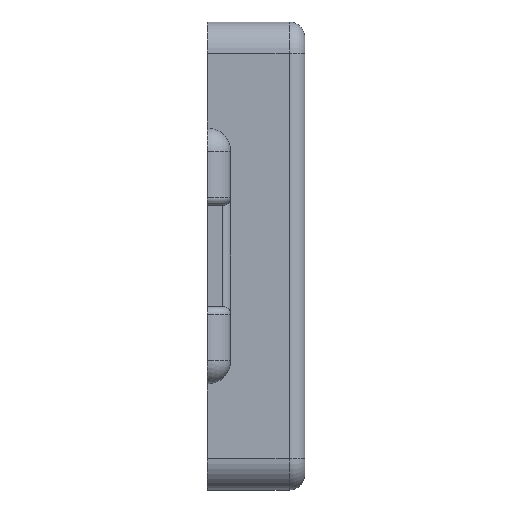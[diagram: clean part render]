
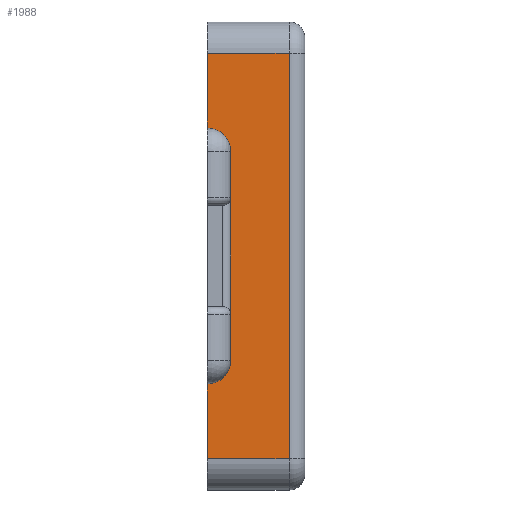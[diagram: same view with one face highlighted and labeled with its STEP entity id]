
A CAD part, front view. The second image highlights one B-rep face of the part: STEP entity #1988.
In plain terms, the highlighted planar face has unit normal (0, -1, 0).
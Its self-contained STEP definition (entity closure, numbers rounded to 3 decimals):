
#39 = EDGE_CURVE ( 'NONE', #1520, #482, #1480, .T. ) ;
#126 = ORIENTED_EDGE ( 'NONE', *, *, #901, .T. ) ;
#156 = CARTESIAN_POINT ( 'NONE',  ( 43.5, -30., -13.4 ) ) ;
#201 = ORIENTED_EDGE ( 'NONE', *, *, #4125, .F. ) ;
#420 = CARTESIAN_POINT ( 'NONE',  ( 40.5, -30., -26. ) ) ;
#482 = VERTEX_POINT ( 'NONE', #5089 ) ;
#604 = DIRECTION ( 'NONE',  ( 0., 1., 0. ) ) ;
#748 = CARTESIAN_POINT ( 'NONE',  ( 53., -30., 26. ) ) ;
#807 = CARTESIAN_POINT ( 'NONE',  ( 40.5, -30., -13.4 ) ) ;
#860 = CARTESIAN_POINT ( 'NONE',  ( 51., -30., 26. ) ) ;
#887 = DIRECTION ( 'NONE',  ( 0., 0., 1. ) ) ;
#901 = EDGE_CURVE ( 'NONE', #5387, #1112, #2989, .T. ) ;
#945 = CARTESIAN_POINT ( 'NONE',  ( 40.5, -30., -16.4 ) ) ;
#973 = DIRECTION ( 'NONE',  ( 0., 0., 1. ) ) ;
#990 = CARTESIAN_POINT ( 'NONE',  ( 40.5, -30., 13.4 ) ) ;
#1112 = VERTEX_POINT ( 'NONE', #2839 ) ;
#1147 = VECTOR ( 'NONE', #887, 1000. ) ;
#1165 = LINE ( 'NONE', #1199, #5271 ) ;
#1199 = CARTESIAN_POINT ( 'NONE',  ( 53., -30., -26. ) ) ;
#1318 = ORIENTED_EDGE ( 'NONE', *, *, #39, .F. ) ;
#1327 = LINE ( 'NONE', #4690, #1147 ) ;
#1425 = LINE ( 'NONE', #4365, #3945 ) ;
#1480 = LINE ( 'NONE', #3189, #1986 ) ;
#1504 = EDGE_CURVE ( 'NONE', #2921, #2423, #3751, .T. ) ;
#1519 = EDGE_CURVE ( 'NONE', #1112, #482, #2482, .T. ) ;
#1520 = VERTEX_POINT ( 'NONE', #2515 ) ;
#1878 = DIRECTION ( 'NONE',  ( 0., 0., 1. ) ) ;
#1896 = AXIS2_PLACEMENT_3D ( 'NONE', #2084, #3851, #2922 ) ;
#1984 = DIRECTION ( 'NONE',  ( 1., 0., 0. ) ) ;
#1986 = VECTOR ( 'NONE', #3211, 1000. ) ;
#1988 = ADVANCED_FACE ( 'NONE', ( #3437 ), #4683, .F. ) ;
#2084 = CARTESIAN_POINT ( 'NONE',  ( 53., -30., 30. ) ) ;
#2176 = DIRECTION ( 'NONE',  ( 0., 0., 1. ) ) ;
#2218 = VERTEX_POINT ( 'NONE', #420 ) ;
#2359 = ORIENTED_EDGE ( 'NONE', *, *, #2615, .T. ) ;
#2423 = VERTEX_POINT ( 'NONE', #945 ) ;
#2425 = AXIS2_PLACEMENT_3D ( 'NONE', #807, #2933, #1878 ) ;
#2482 = LINE ( 'NONE', #748, #2703 ) ;
#2515 = CARTESIAN_POINT ( 'NONE',  ( 40.5, -30., 16.4 ) ) ;
#2615 = EDGE_CURVE ( 'NONE', #1520, #2643, #3578, .T. ) ;
#2643 = VERTEX_POINT ( 'NONE', #4633 ) ;
#2701 = ORIENTED_EDGE ( 'NONE', *, *, #5235, .F. ) ;
#2703 = VECTOR ( 'NONE', #4610, 1000. ) ;
#2713 = DIRECTION ( 'NONE',  ( 0., 0., 1. ) ) ;
#2807 = ORIENTED_EDGE ( 'NONE', *, *, #1519, .T. ) ;
#2839 = CARTESIAN_POINT ( 'NONE',  ( 51., -30., 26. ) ) ;
#2921 = VERTEX_POINT ( 'NONE', #156 ) ;
#2922 = DIRECTION ( 'NONE',  ( 0., 0., 1. ) ) ;
#2933 = DIRECTION ( 'NONE',  ( 0., 1., 0. ) ) ;
#2979 = VECTOR ( 'NONE', #2176, 1000. ) ;
#2989 = LINE ( 'NONE', #860, #2979 ) ;
#3189 = CARTESIAN_POINT ( 'NONE',  ( 40.5, -30., 16.4 ) ) ;
#3211 = DIRECTION ( 'NONE',  ( 0., 0., 1. ) ) ;
#3437 = FACE_OUTER_BOUND ( 'NONE', #4530, .T. ) ;
#3578 = CIRCLE ( 'NONE', #5432, 3. ) ;
#3751 = CIRCLE ( 'NONE', #2425, 3. ) ;
#3851 = DIRECTION ( 'NONE',  ( 0., 1., 0. ) ) ;
#3919 = ORIENTED_EDGE ( 'NONE', *, *, #4706, .T. ) ;
#3945 = VECTOR ( 'NONE', #973, 1000. ) ;
#4076 = CARTESIAN_POINT ( 'NONE',  ( 51., -30., -26. ) ) ;
#4110 = ORIENTED_EDGE ( 'NONE', *, *, #1504, .T. ) ;
#4125 = EDGE_CURVE ( 'NONE', #2218, #2423, #1425, .T. ) ;
#4365 = CARTESIAN_POINT ( 'NONE',  ( 40.5, -30., -16.4 ) ) ;
#4530 = EDGE_LOOP ( 'NONE', ( #2807, #1318, #2359, #2701, #4110, #201, #3919, #126 ) ) ;
#4610 = DIRECTION ( 'NONE',  ( -1., 0., 0. ) ) ;
#4633 = CARTESIAN_POINT ( 'NONE',  ( 43.5, -30., 13.4 ) ) ;
#4683 = PLANE ( 'NONE',  #1896 ) ;
#4690 = CARTESIAN_POINT ( 'NONE',  ( 43.5, -30., 16.4 ) ) ;
#4706 = EDGE_CURVE ( 'NONE', #2218, #5387, #1165, .T. ) ;
#5089 = CARTESIAN_POINT ( 'NONE',  ( 40.5, -30., 26. ) ) ;
#5235 = EDGE_CURVE ( 'NONE', #2921, #2643, #1327, .T. ) ;
#5271 = VECTOR ( 'NONE', #1984, 1000. ) ;
#5387 = VERTEX_POINT ( 'NONE', #4076 ) ;
#5432 = AXIS2_PLACEMENT_3D ( 'NONE', #990, #604, #2713 ) ;
